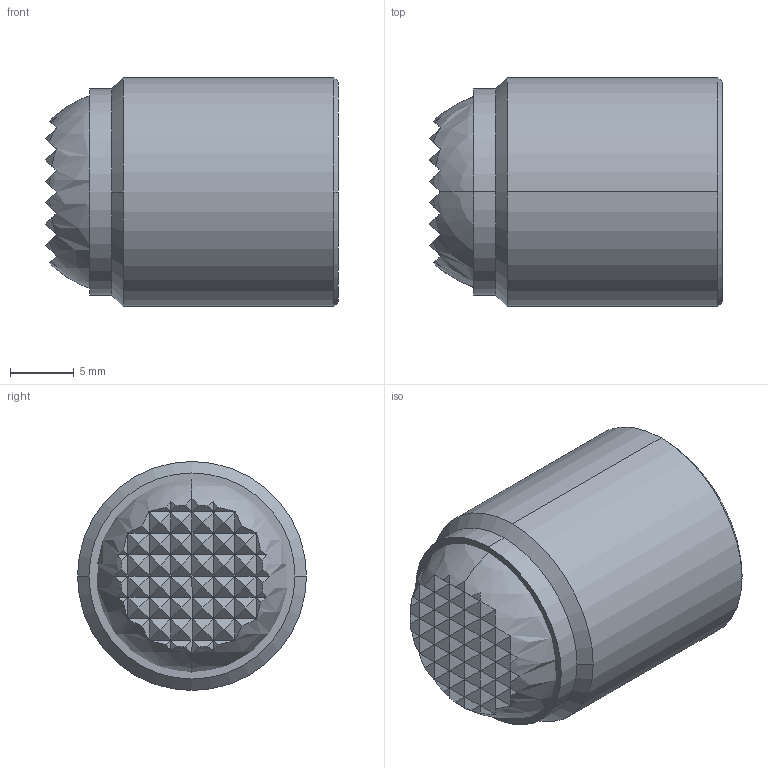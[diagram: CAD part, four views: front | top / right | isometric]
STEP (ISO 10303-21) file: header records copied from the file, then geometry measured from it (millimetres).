
FILE_DESCRIPTION(('STEP AP214'),'1');
FILE_NAME('HALDERN_EH_22731_0718.stp','2017-05-09T08:17:26',('TraceParts'),('TraceParts S.A.'),'Spatial InterOp 3D',' ',' ');
FILE_SCHEMA(('automotive_design'));
Length unit declared in the file: millimetre
Products named in the file (2): HALDERN_EH_22731_0718_1; HALDERN_EH_22731_0718_2
Bounding box: 23 x 18 x 18 mm (x, y, z)
Volume: 6724.8 mm3; surface area: 2436.8 mm2
Topology: 2 solids, 2 shells, 232 faces, 422 edges, 190 vertices
Faces by surface type: plane 212, cone 10, cylinder 8, sphere 2
Entity records: 7165 total; most frequent: DIRECTION 998, CARTESIAN_POINT 840, ORIENTED_EDGE 832, EDGE_CURVE 416, AXIS2_PLACEMENT_3D 348, LINE 302, VECTOR 302, EDGE_LOOP 234
